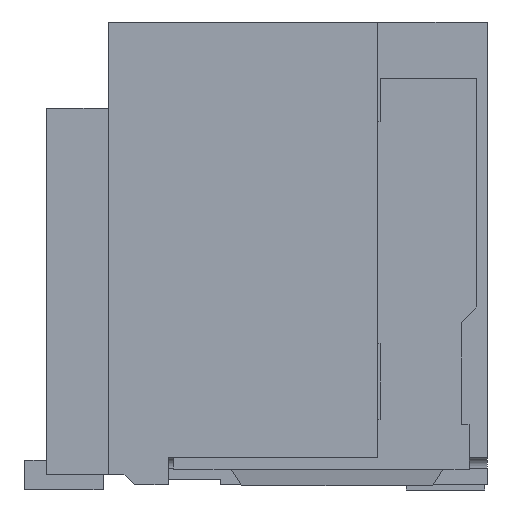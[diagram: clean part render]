
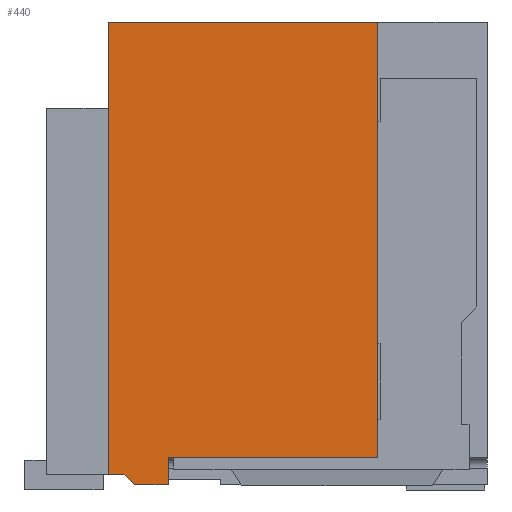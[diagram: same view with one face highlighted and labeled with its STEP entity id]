
A CAD part, left-side view. The second image highlights one B-rep face of the part: STEP entity #440.
In plain terms, the highlighted planar face has unit normal (-1, 0, 0).
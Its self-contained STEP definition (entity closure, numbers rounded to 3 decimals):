
#70=FACE_OUTER_BOUND('',#1271,.T.);
#440=ADVANCED_FACE('',(#70),#812,.T.);
#812=PLANE('',#7349);
#1271=EDGE_LOOP('',(#1788,#1789,#1790,#1791,#1792,#1793,#1794,#1795));
#1788=ORIENTED_EDGE('',*,*,#4529,.T.);
#1789=ORIENTED_EDGE('',*,*,#4530,.T.);
#1790=ORIENTED_EDGE('',*,*,#4531,.T.);
#1791=ORIENTED_EDGE('',*,*,#4532,.T.);
#1792=ORIENTED_EDGE('',*,*,#4533,.F.);
#1793=ORIENTED_EDGE('',*,*,#4534,.T.);
#1794=ORIENTED_EDGE('',*,*,#4535,.T.);
#1795=ORIENTED_EDGE('',*,*,#4536,.F.);
#3842=VERTEX_POINT('',#9908);
#3843=VERTEX_POINT('',#9909);
#3844=VERTEX_POINT('',#9911);
#3845=VERTEX_POINT('',#9913);
#3846=VERTEX_POINT('',#9915);
#3847=VERTEX_POINT('',#9917);
#3848=VERTEX_POINT('',#9919);
#3849=VERTEX_POINT('',#9921);
#4529=EDGE_CURVE('',#3842,#3843,#5557,.T.);
#4530=EDGE_CURVE('',#3843,#3844,#5558,.T.);
#4531=EDGE_CURVE('',#3844,#3845,#5559,.T.);
#4532=EDGE_CURVE('',#3845,#3846,#5560,.T.);
#4533=EDGE_CURVE('',#3847,#3846,#5561,.T.);
#4534=EDGE_CURVE('',#3847,#3848,#5562,.T.);
#4535=EDGE_CURVE('',#3848,#3849,#5563,.T.);
#4536=EDGE_CURVE('',#3842,#3849,#5564,.T.);
#5557=LINE('',#9907,#6517);
#5558=LINE('',#9910,#6518);
#5559=LINE('',#9912,#6519);
#5560=LINE('',#9914,#6520);
#5561=LINE('',#9916,#6521);
#5562=LINE('',#9918,#6522);
#5563=LINE('',#9920,#6523);
#5564=LINE('',#9922,#6524);
#6517=VECTOR('',#7934,1.);
#6518=VECTOR('',#7935,1.);
#6519=VECTOR('',#7936,1.);
#6520=VECTOR('',#7937,1.);
#6521=VECTOR('',#7938,1.);
#6522=VECTOR('',#7939,1.);
#6523=VECTOR('',#7940,1.);
#6524=VECTOR('',#7941,1.);
#7349=AXIS2_PLACEMENT_3D('',#9923,#7942,#7943);
#7934=DIRECTION('',(0.,0.,1.));
#7935=DIRECTION('',(0.,-1.,0.));
#7936=DIRECTION('',(0.,0.,1.));
#7937=DIRECTION('',(0.,1.,0.));
#7938=DIRECTION('',(0.,0.,1.));
#7939=DIRECTION('',(0.,-1.,0.));
#7940=DIRECTION('',(0.,-0.707,-0.707));
#7941=DIRECTION('',(0.,1.,0.));
#7942=DIRECTION('',(-1.,0.,0.));
#7943=DIRECTION('',(0.,0.,1.));
#9907=CARTESIAN_POINT('',(-11.675,8.05,-4.575));
#9908=CARTESIAN_POINT('',(-11.675,8.05,-4.575));
#9909=CARTESIAN_POINT('',(-11.675,8.05,-4.055));
#9910=CARTESIAN_POINT('',(-11.675,62.34,-4.055));
#9911=CARTESIAN_POINT('',(-11.675,4.05,-4.055));
#9912=CARTESIAN_POINT('',(-11.675,4.05,-83.34));
#9913=CARTESIAN_POINT('',(-11.675,4.05,4.275));
#9914=CARTESIAN_POINT('',(-11.675,10.38,4.275));
#9915=CARTESIAN_POINT('',(-11.675,9.2,4.275));
#9916=CARTESIAN_POINT('',(-11.675,9.2,-83.34));
#9917=CARTESIAN_POINT('',(-11.675,9.2,-4.375));
#9918=CARTESIAN_POINT('',(-11.675,10.38,-4.375));
#9919=CARTESIAN_POINT('',(-11.675,8.9,-4.375));
#9920=CARTESIAN_POINT('',(-11.675,8.9,-4.375));
#9921=CARTESIAN_POINT('',(-11.675,8.7,-4.575));
#9922=CARTESIAN_POINT('',(-11.675,10.38,-4.575));
#9923=CARTESIAN_POINT('',(-11.675,10.38,4.275));
